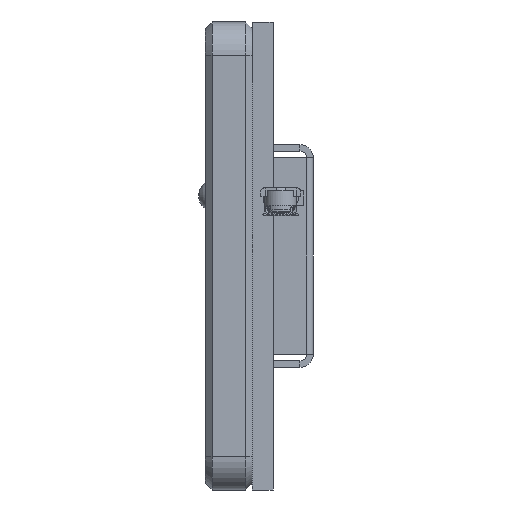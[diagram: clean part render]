
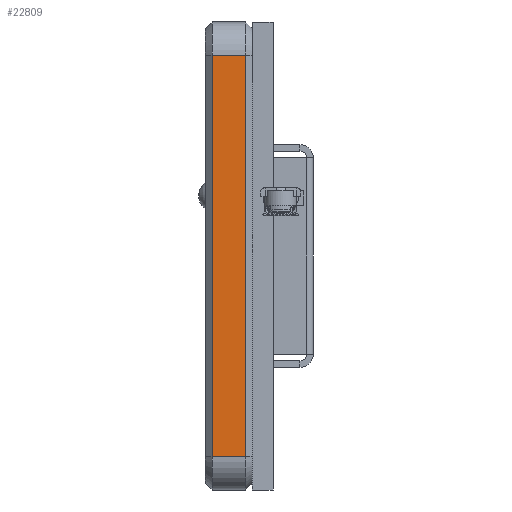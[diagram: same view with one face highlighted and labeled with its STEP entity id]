
A CAD part, left-side view. The second image highlights one B-rep face of the part: STEP entity #22809.
In plain terms, the highlighted planar face has unit normal (-1, 0, 0).
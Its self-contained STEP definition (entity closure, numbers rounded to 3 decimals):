
#495 = AXIS2_PLACEMENT_3D ( 'NONE', #17374, #1493, #20005 ) ;
#1382 = PLANE ( 'NONE',  #495 ) ;
#1493 = DIRECTION ( 'NONE',  ( 1., 0., 0. ) ) ;
#2386 = VECTOR ( 'NONE', #16629, 1000. ) ;
#3346 = CARTESIAN_POINT ( 'NONE',  ( -17.5, 2.07, -15. ) ) ;
#4464 = VERTEX_POINT ( 'NONE', #3346 ) ;
#4506 = LINE ( 'NONE', #18707, #29287 ) ;
#6085 = VECTOR ( 'NONE', #21544, 1000. ) ;
#7001 = LINE ( 'NONE', #16509, #2386 ) ;
#7614 = CARTESIAN_POINT ( 'NONE',  ( -17.5, 4.57, 15. ) ) ;
#12307 = ORIENTED_EDGE ( 'NONE', *, *, #15912, .T. ) ;
#13143 = LINE ( 'NONE', #18892, #6085 ) ;
#14881 = ORIENTED_EDGE ( 'NONE', *, *, #33487, .T. ) ;
#15912 = EDGE_CURVE ( 'NONE', #16912, #4464, #7001, .T. ) ;
#15962 = VERTEX_POINT ( 'NONE', #22039 ) ;
#16509 = CARTESIAN_POINT ( 'NONE',  ( -17.5, 5.07, -15. ) ) ;
#16629 = DIRECTION ( 'NONE',  ( 0., -1., 0. ) ) ;
#16912 = VERTEX_POINT ( 'NONE', #22780 ) ;
#17374 = CARTESIAN_POINT ( 'NONE',  ( -17.5, 5.07, 17.5 ) ) ;
#18707 = CARTESIAN_POINT ( 'NONE',  ( -17.5, 4.57, -15. ) ) ;
#18889 = EDGE_CURVE ( 'NONE', #28810, #16912, #4506, .T. ) ;
#18892 = CARTESIAN_POINT ( 'NONE',  ( -17.5, 5.07, 15. ) ) ;
#20005 = DIRECTION ( 'NONE',  ( 0., 0., -1. ) ) ;
#20796 = ORIENTED_EDGE ( 'NONE', *, *, #18889, .T. ) ;
#21046 = VECTOR ( 'NONE', #25651, 1000. ) ;
#21237 = DIRECTION ( 'NONE',  ( 0., 0., -1. ) ) ;
#21544 = DIRECTION ( 'NONE',  ( 0., 1., 0. ) ) ;
#22039 = CARTESIAN_POINT ( 'NONE',  ( -17.5, 2.07, 15. ) ) ;
#22780 = CARTESIAN_POINT ( 'NONE',  ( -17.5, 4.57, -15. ) ) ;
#22809 = ADVANCED_FACE ( 'NONE', ( #30190 ), #1382, .F. ) ;
#25426 = CARTESIAN_POINT ( 'NONE',  ( -17.5, 2.07, 17.5 ) ) ;
#25651 = DIRECTION ( 'NONE',  ( 0., 0., 1. ) ) ;
#27017 = ORIENTED_EDGE ( 'NONE', *, *, #32693, .T. ) ;
#28810 = VERTEX_POINT ( 'NONE', #7614 ) ;
#29287 = VECTOR ( 'NONE', #21237, 1000. ) ;
#30190 = FACE_OUTER_BOUND ( 'NONE', #32712, .T. ) ;
#32693 = EDGE_CURVE ( 'NONE', #4464, #15962, #33463, .T. ) ;
#32712 = EDGE_LOOP ( 'NONE', ( #12307, #27017, #14881, #20796 ) ) ;
#33463 = LINE ( 'NONE', #25426, #21046 ) ;
#33487 = EDGE_CURVE ( 'NONE', #15962, #28810, #13143, .T. ) ;
